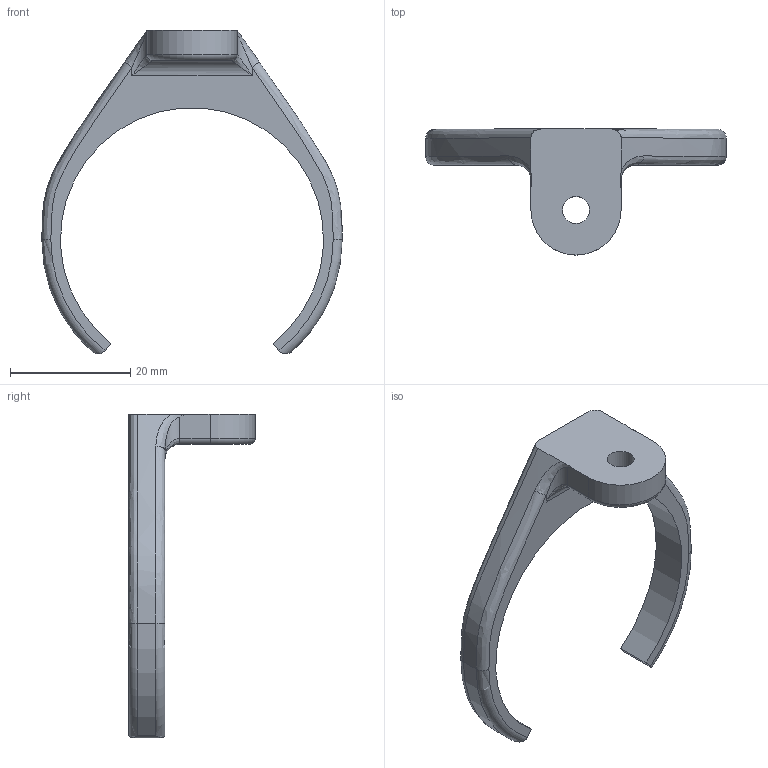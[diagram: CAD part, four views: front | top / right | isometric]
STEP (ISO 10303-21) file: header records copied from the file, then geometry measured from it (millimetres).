
FILE_DESCRIPTION(/* description */ (''),/* implementation_level */ '2;1');
FILE_NAME(/* name */ 'FeetClip.step',/* time_stamp */ '2019-04-26T13:10:13+02:00',/* author */ ('jeremy.loche'),/* organization */ (''),/* preprocessor_version */ 'ST-DEVELOPER v18',/* originating_system */ 'Autodesk Translation Framework v8.2.0.1029',/* authorisation */ '');
FILE_SCHEMA (('AUTOMOTIVE_DESIGN { 1 0 10303 214 3 1 1 }'));
Length unit declared in the file: millimetre
Products named in the file (1): ClipTelescope
Bounding box: 50 x 21 x 53.87 mm (x, y, z)
Volume: 4819.6 mm3; surface area: 3210.7 mm2
Topology: 1 solids, 1 shells, 35 faces, 87 edges, 52 vertices
Faces by surface type: cylinder 12, bspline 10, plane 8, torus 5
Full cylindrical faces by diameter (mm): 4.5 x1
Entity records: 1660 total; most frequent: CARTESIAN_POINT 852, ORIENTED_EDGE 170, DIRECTION 148, EDGE_CURVE 85, AXIS2_PLACEMENT_3D 59, VERTEX_POINT 52, EDGE_LOOP 37, FACE_OUTER_BOUND 35
